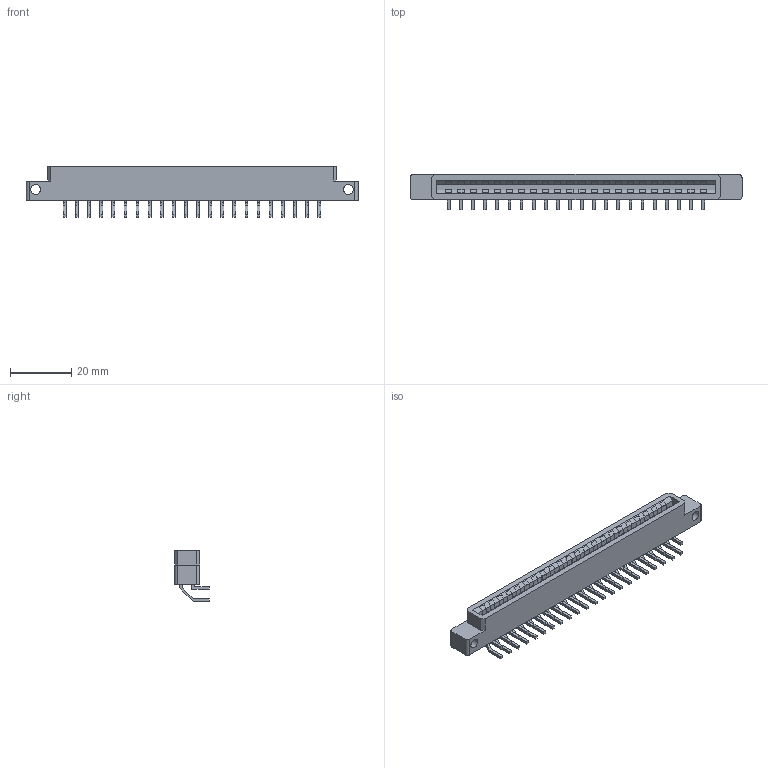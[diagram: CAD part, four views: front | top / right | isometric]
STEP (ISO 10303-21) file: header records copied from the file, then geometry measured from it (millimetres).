
FILE_DESCRIPTION(/* description */ ('','CAx-IF Rec.Pracs.---Representation and Presentation of Product Manufacturing Information (PMI)---4.0---2014-10-13'),/* implementation_level */ '2;1');
FILE_NAME(/* name */ 'Conn44PR.step',/* time_stamp */ '2025-01-19T19:19:56-06:00',/* author */ (''),/* organization */ (''),/* preprocessor_version */ 'ST-DEVELOPER v20',/* originating_system */ 'Autodesk Translation Framework v13.20.0.188',/* authorisation */ '');
FILE_SCHEMA (('AP242_MANAGED_MODEL_BASED_3D_ENGINEERING_MIM_LF { 1 0 10303 442 1 1 4 }'));
Length unit declared in the file: millimetre
Products named in the file (1): Conn44PR
Bounding box: 108.66 x 11.43 x 16.64 mm (x, y, z)
Volume: 8149.7 mm3; surface area: 9812 mm2
Topology: 90 solids, 90 shells, 780 faces, 1800 edges, 1200 vertices
Faces by surface type: plane 774, cylinder 6
Full cylindrical faces by diameter (mm): 3.175 x2
Entity records: 21593 total; most frequent: CARTESIAN_POINT 3781, ORIENTED_EDGE 3600, DIRECTION 3374, EDGE_CURVE 1800, LINE 1788, VECTOR 1788, VERTEX_POINT 1200, AXIS2_PLACEMENT_3D 793
